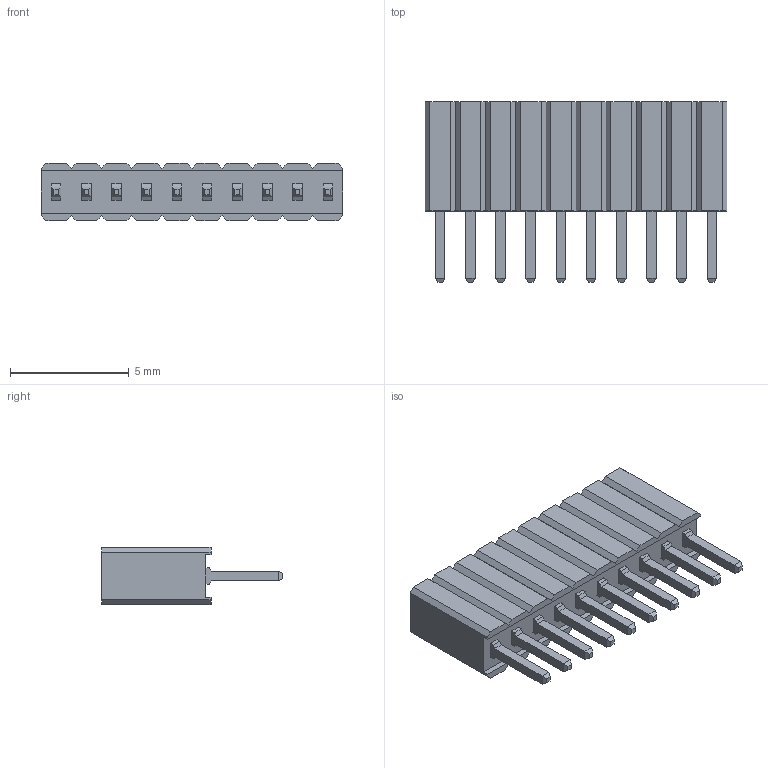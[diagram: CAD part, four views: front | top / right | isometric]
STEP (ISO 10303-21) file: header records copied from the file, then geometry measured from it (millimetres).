
FILE_DESCRIPTION((''),'2;1');
FILE_NAME('M52-500_CORRECT-MODEL_ASM','2011-08-17T',('wbourne'),(''),'PRO/ENGINEER BY PARAMETRIC TECHNOLOGY CORPORATION, 2010280','PRO/ENGINEER BY PARAMETRIC TECHNOLOGY CORPORATION, 2010280','');
FILE_SCHEMA(('CONFIG_CONTROL_DESIGN','SHAPE_APPEARANCE_LAYERS_GROUPS'));
Length unit declared in the file: millimetre
Products named in the file (3): M52-500-CORRECTMOULD; M52-500-CORRECTCONTACT; M52-500_CORRECT-MODEL_ASM
Assembly tree (11 placements, depth 2):
  M52-500_CORRECT-MODEL_ASM
    M52-500-CORRECTMOULD
    M52-500-CORRECTCONTACT  x10
Bounding box: 12.7 x 7.6 x 2.4 mm (x, y, z)
Volume: 126 mm3; surface area: 564.7 mm2
Topology: 11 solids, 11 shells, 408 faces, 1118 edges, 732 vertices
Faces by surface type: plane 378, cylinder 30
Entity records: 7363 total; most frequent: CARTESIAN_POINT 1030, ORIENTED_EDGE 1012, DIRECTION 888, PRESENTATION_STYLE_ASSIGNMENT 508, STYLED_ITEM 508, CURVE_STYLE 506, EDGE_CURVE 506, VECTOR 500
